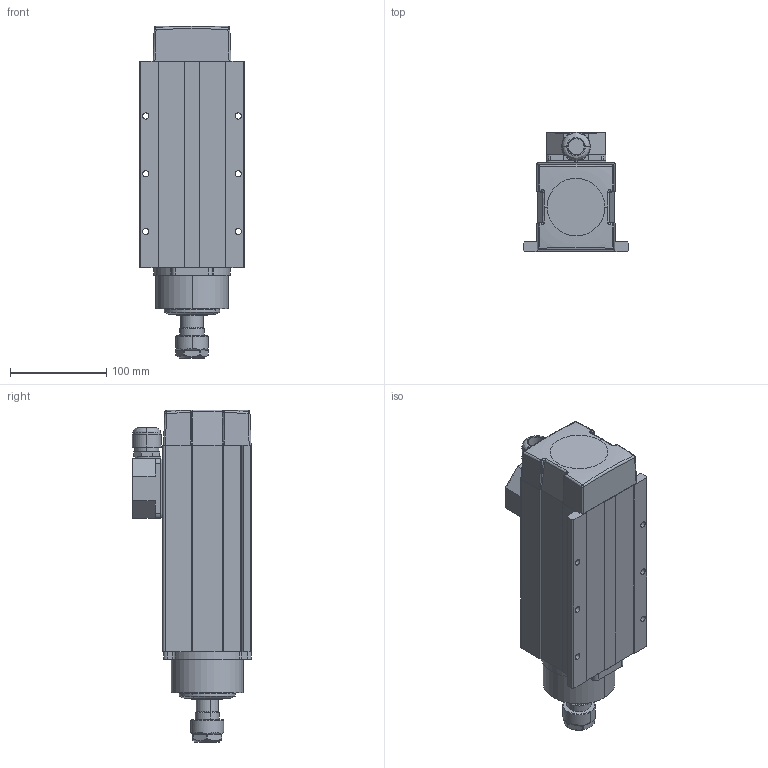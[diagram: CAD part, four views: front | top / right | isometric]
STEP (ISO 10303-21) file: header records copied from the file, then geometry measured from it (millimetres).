
FILE_DESCRIPTION (( 'STEP AP214' ), '1' );
FILE_NAME ('GDF46-18Z-3.5諉盄碟湍褐遴ER20.STEP', '2024-07-18T05:48:07', ( '00' ), ( '' ), 'SwSTEP 2.0', 'SolidWorks 2018', '' );
FILE_SCHEMA (( 'AUTOMOTIVE_DESIGN' ));
Length unit declared in the file: millimetre
Products named in the file (20): 瑞欶.prt; GDF46-18Z-3.0-09蛌赽粣; GDF46-18Z-3.0-09-1 蛌赽窒璃; ER20 粟俶芠標; angular contact ball bearings gb_Rolling bearings S7002 GB 292-94; GDF46-18Z-3.0-01 躇猾裔; GDF46-1 軞蚾.20SLDASM; GDF46-18Z-3.0-07 隅赽窒璃; GDF46睿60籵蚚堤盄碟62x62; GDF46-18Z-3.0-02 ヶ裔; GDF46睿60籵蚚寡蝶菜62x62; GDF46睿60籵蚚堤盄碟62x62-PG13; GDF46-18Z-3.0-03 傷裔; GDF46-18Z-3.0-10 綴粣創釱; GDF46-18Z-3.0-09 粣; 萇埭羲壽M18x1.5PG13.5AD18; GDF46-18Z-3.0-06 湍褐梟儂褲_1; ER20蹟簽; GDF53-18Z-3.5-11 綴粣創蹟譫; GDF46-18Z-3.5諉盄碟湍褐遴ER20
Assembly tree (20 placements, depth 4):
  GDF46-18Z-3.5諉盄碟湍褐遴ER20
    GDF46-18Z-3.0-06 湍褐梟儂褲_1
    GDF46-18Z-3.0-07 隅赽窒璃
    GDF46-18Z-3.0-03 傷裔
    GDF46-18Z-3.0-10 綴粣創釱
    GDF46-1 軞蚾.20SLDASM
      GDF46-18Z-3.0-09蛌赽粣
        GDF46-18Z-3.0-09 粣
        GDF46-18Z-3.0-09-1 蛌赽窒璃
      angular contact ball bearings gb_Rolling bearings S7002 GB 292-94  x2
      GDF53-18Z-3.5-11 綴粣創蹟譫
    GDF46-18Z-3.0-02 ヶ裔
    GDF46-18Z-3.0-01 躇猾裔
    瑞欶.prt
    ER20 粟俶芠標
    ER20蹟簽
    GDF46睿60籵蚚堤盄碟62x62-PG13
      GDF46睿60籵蚚寡蝶菜62x62
      GDF46睿60籵蚚堤盄碟62x62
      萇埭羲壽M18x1.5PG13.5AD18
Bounding box: 110 x 123.8 x 345 mm (x, y, z)
Volume: 1613470.1 mm3; surface area: 488097.6 mm2
Topology: 17 solids, 17 shells, 858 faces, 2326 edges, 1506 vertices
Faces by surface type: cylinder 294, plane 260, bspline 234, cone 70
Entity records: 36735 total; most frequent: CARTESIAN_POINT 9833, ORIENTED_EDGE 3872, DIRECTION 3596, EDGE_CURVE 1936, AXIS2_PLACEMENT_3D 1411, VERTEX_POINT 1254, EDGE_LOOP 890, UNCERTAINTY_MEASURE_WITH_UNIT 803
